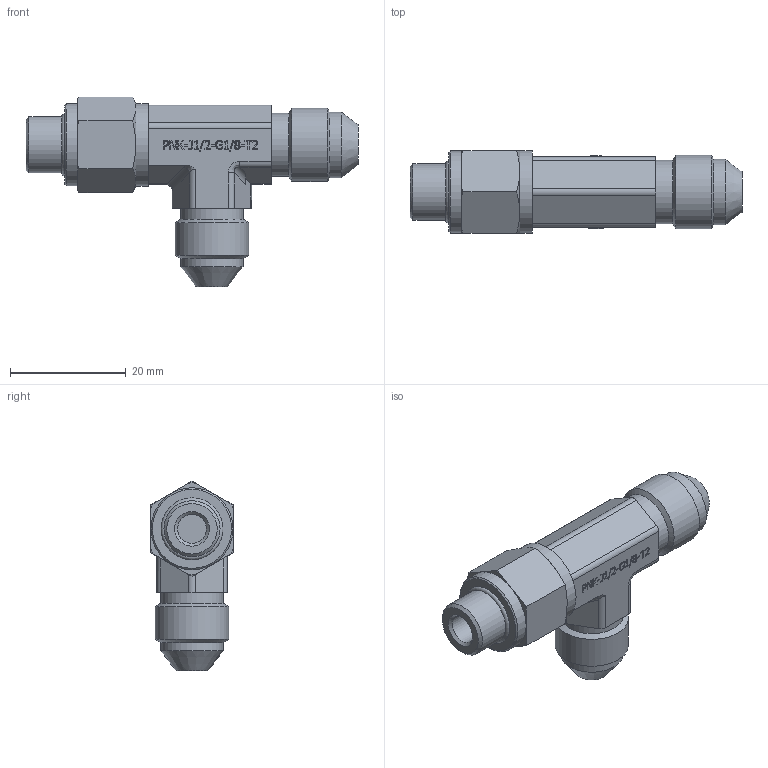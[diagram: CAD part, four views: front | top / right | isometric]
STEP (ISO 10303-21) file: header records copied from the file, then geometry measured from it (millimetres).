
FILE_DESCRIPTION(/* description */ (''),/* implementation_level */ '2;1');
FILE_NAME(/* name */ 'PNK-J1-2-G1-8-T2.stp',/* time_stamp */ '2025-02-11T09:52:20-03:00',/* author */ ('Jefferson'),/* organization */ (''),/* preprocessor_version */ 'ST-DEVELOPER v19',/* originating_system */ 'Autodesk Inventor 2023',/* authorisation */ '');
FILE_SCHEMA (('AUTOMOTIVE_DESIGN { 1 0 10303 214 3 1 1 }'));
Length unit declared in the file: millimetre
Products named in the file (1): PNK-J1-2-G1-8-T2
Bounding box: 57.47 x 14.3 x 32.85 mm (x, y, z)
Volume: 8226 mm3; surface area: 4247.6 mm2
Topology: 1 solids, 1 shells, 283 faces, 735 edges, 481 vertices
Faces by surface type: plane 157, bspline 75, cylinder 29, cone 21, torus 1
Full cylindrical faces by diameter (mm): 5 x2, 9.728 x1, 10.82 x2, 10.962 x1, 11.323 x1, 12.7 x2, 14.2 x1, 14.288 x1
Entity records: 9113 total; most frequent: CARTESIAN_POINT 2630, ORIENTED_EDGE 1470, DIRECTION 1068, EDGE_CURVE 735, LINE 482, VECTOR 482, VERTEX_POINT 481, EDGE_LOOP 310
